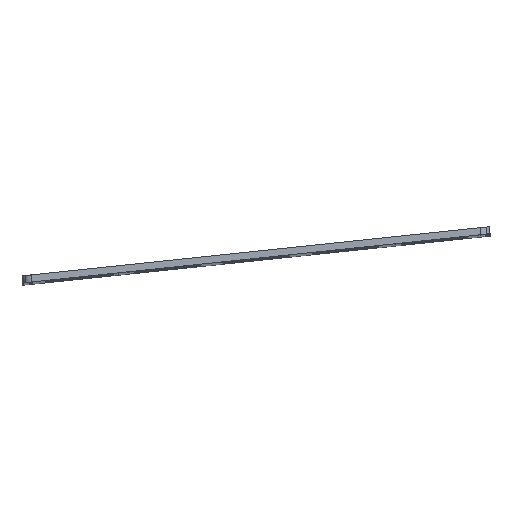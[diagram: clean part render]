
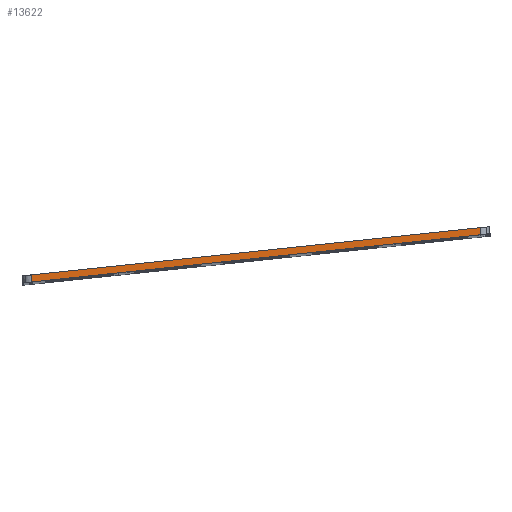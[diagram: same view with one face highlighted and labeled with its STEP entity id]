
A CAD part, top view. The second image highlights one B-rep face of the part: STEP entity #13622.
In plain terms, the highlighted planar face has unit normal (0, 0, 1).
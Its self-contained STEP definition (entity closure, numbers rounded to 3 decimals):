
#521=PLANE('',#14977);
#1159=FACE_OUTER_BOUND('',#1980,.T.);
#1980=EDGE_LOOP('',(#12473,#12474,#12475,#12476));
#2094=LINE('',#19234,#3415);
#2436=LINE('',#20611,#3757);
#3304=LINE('',#22932,#4625);
#3305=LINE('',#22934,#4626);
#3415=VECTOR('',#15221,96.002);
#3757=VECTOR('',#16263,96.002);
#4625=VECTOR('',#18885,1.5);
#4626=VECTOR('',#18888,1.5);
#5419=VERTEX_POINT('',#19231);
#5420=VERTEX_POINT('',#19233);
#6104=VERTEX_POINT('',#20608);
#6105=VERTEX_POINT('',#20610);
#6779=EDGE_CURVE('',#5420,#5419,#2094,.T.);
#7469=EDGE_CURVE('',#6105,#6104,#2436,.T.);
#8632=EDGE_CURVE('',#5419,#6105,#3304,.T.);
#8633=EDGE_CURVE('',#6104,#5420,#3305,.T.);
#12473=ORIENTED_EDGE('',*,*,#8632,.T.);
#12474=ORIENTED_EDGE('',*,*,#7469,.T.);
#12475=ORIENTED_EDGE('',*,*,#8633,.T.);
#12476=ORIENTED_EDGE('',*,*,#6779,.T.);
#13622=ADVANCED_FACE('',(#1159),#521,.T.);
#14977=AXIS2_PLACEMENT_3D('',#22933,#18886,#18887);
#15221=DIRECTION('',(-0.995,-0.105,0.));
#16263=DIRECTION('',(0.995,0.105,0.));
#18885=DIRECTION('',(0.104,-0.995,0.));
#18886=DIRECTION('center_axis',(0.,0.,1.));
#18887=DIRECTION('ref_axis',(1.,0.,0.));
#18888=DIRECTION('',(-0.105,0.995,0.));
#19231=CARTESIAN_POINT('',(5.802,10.571,291.6));
#19233=CARTESIAN_POINT('',(101.278,20.606,291.6));
#19234=CARTESIAN_POINT('',(101.278,20.606,291.6));
#20608=CARTESIAN_POINT('',(101.435,19.114,291.6));
#20610=CARTESIAN_POINT('',(5.958,9.079,291.6));
#20611=CARTESIAN_POINT('',(5.958,9.079,291.6));
#22932=CARTESIAN_POINT('',(5.802,10.571,291.6));
#22933=CARTESIAN_POINT('Origin',(53.618,14.843,291.6));
#22934=CARTESIAN_POINT('',(101.435,19.114,291.6));
